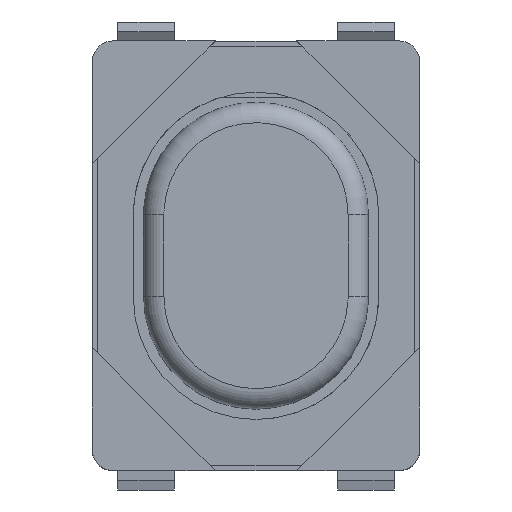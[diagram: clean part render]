
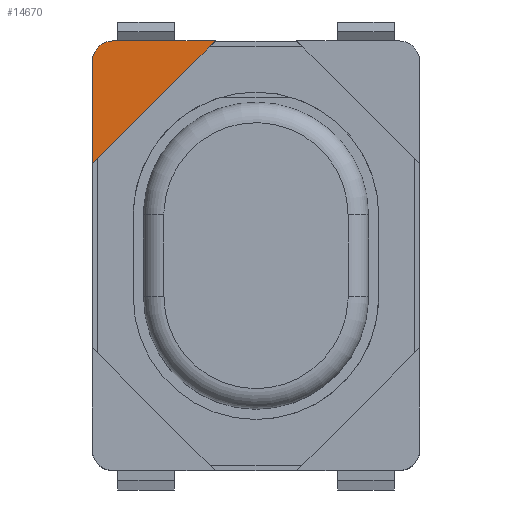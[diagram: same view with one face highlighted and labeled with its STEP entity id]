
A CAD part, top view. The second image highlights one B-rep face of the part: STEP entity #14670.
In plain terms, the highlighted planar face has unit normal (0, 0, 1).
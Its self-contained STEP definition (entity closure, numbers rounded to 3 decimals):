
#9977 = PLANE('',#9978);
#9978 = AXIS2_PLACEMENT_3D('',#9979,#9980,#9981);
#9979 = CARTESIAN_POINT('',(-1.,1.5,
    1.7));
#9980 = DIRECTION('',(-0.707,0.707,0.));
#9981 = DIRECTION('',(0.707,0.707,0.));
#10894 = PLANE('',#10895);
#10895 = AXIS2_PLACEMENT_3D('',#10896,#10897,#10898);
#10896 = CARTESIAN_POINT('',(0.,2.1,
    0.9));
#10897 = DIRECTION('',(0.,1.,0.));
#10898 = DIRECTION('',(-1.,0.,0.));
#11612 = VERTEX_POINT('',#11613);
#11613 = CARTESIAN_POINT('',(-1.6,0.9,
    1.8));
#11627 = PLANE('',#11628);
#11628 = AXIS2_PLACEMENT_3D('',#11629,#11630,#11631);
#11629 = CARTESIAN_POINT('',(-1.6,0.,
    0.9));
#11630 = DIRECTION('',(1.,0.,0.));
#11631 = DIRECTION('',(0.,-1.,0.));
#11639 = EDGE_CURVE('',#11640,#11612,#11642,.T.);
#11640 = VERTEX_POINT('',#11641);
#11641 = CARTESIAN_POINT('',(-0.4,2.1,
    1.8));
#11642 = SURFACE_CURVE('',#11643,(#11647,#11654),.PCURVE_S1.);
#11643 = LINE('',#11644,#11645);
#11644 = CARTESIAN_POINT('',(-0.4,2.1,
    1.8));
#11645 = VECTOR('',#11646,1.);
#11646 = DIRECTION('',(-0.707,-0.707,0.));
#11647 = PCURVE('',#9977,#11648);
#11648 = DEFINITIONAL_REPRESENTATION('',(#11649),#11653);
#11649 = LINE('',#11650,#11651);
#11650 = CARTESIAN_POINT('',(0.849,-0.1));
#11651 = VECTOR('',#11652,1.);
#11652 = DIRECTION('',(-1.,-0.));
#11653 = ( GEOMETRIC_REPRESENTATION_CONTEXT(2) 
PARAMETRIC_REPRESENTATION_CONTEXT() REPRESENTATION_CONTEXT('2D SPACE',''
  ) );
#11654 = PCURVE('',#11655,#11660);
#11655 = PLANE('',#11656);
#11656 = AXIS2_PLACEMENT_3D('',#11657,#11658,#11659);
#11657 = CARTESIAN_POINT('',(-1.,1.5,
    1.8));
#11658 = DIRECTION('',(0.,0.,1.));
#11659 = DIRECTION('',(0.,1.,0.));
#11660 = DEFINITIONAL_REPRESENTATION('',(#11661),#11665);
#11661 = LINE('',#11662,#11663);
#11662 = CARTESIAN_POINT('',(0.6,-0.6));
#11663 = VECTOR('',#11664,1.);
#11664 = DIRECTION('',(-0.707,0.707));
#11665 = ( GEOMETRIC_REPRESENTATION_CONTEXT(2) 
PARAMETRIC_REPRESENTATION_CONTEXT() REPRESENTATION_CONTEXT('2D SPACE',''
  ) );
#12532 = CYLINDRICAL_SURFACE('',#12533,0.2);
#12533 = AXIS2_PLACEMENT_3D('',#12534,#12535,#12536);
#12534 = CARTESIAN_POINT('',(-1.4,1.9,
    -0.036));
#12535 = DIRECTION('',(0.,0.,1.));
#12536 = DIRECTION('',(0.,1.,0.));
#12567 = VERTEX_POINT('',#12568);
#12568 = CARTESIAN_POINT('',(-1.6,1.9,
    1.8));
#12611 = EDGE_CURVE('',#11612,#12567,#12612,.T.);
#12612 = SURFACE_CURVE('',#12613,(#12617,#12624),.PCURVE_S1.);
#12613 = LINE('',#12614,#12615);
#12614 = CARTESIAN_POINT('',(-1.6,0.9,
    1.8));
#12615 = VECTOR('',#12616,1.);
#12616 = DIRECTION('',(0.,1.,0.));
#12617 = PCURVE('',#11627,#12618);
#12618 = DEFINITIONAL_REPRESENTATION('',(#12619),#12623);
#12619 = LINE('',#12620,#12621);
#12620 = CARTESIAN_POINT('',(-0.9,-0.9));
#12621 = VECTOR('',#12622,1.);
#12622 = DIRECTION('',(-1.,0.));
#12623 = ( GEOMETRIC_REPRESENTATION_CONTEXT(2) 
PARAMETRIC_REPRESENTATION_CONTEXT() REPRESENTATION_CONTEXT('2D SPACE',''
  ) );
#12624 = PCURVE('',#11655,#12625);
#12625 = DEFINITIONAL_REPRESENTATION('',(#12626),#12630);
#12626 = LINE('',#12627,#12628);
#12627 = CARTESIAN_POINT('',(-0.6,0.6));
#12628 = VECTOR('',#12629,1.);
#12629 = DIRECTION('',(1.,0.));
#12630 = ( GEOMETRIC_REPRESENTATION_CONTEXT(2) 
PARAMETRIC_REPRESENTATION_CONTEXT() REPRESENTATION_CONTEXT('2D SPACE',''
  ) );
#14088 = VERTEX_POINT('',#14089);
#14089 = CARTESIAN_POINT('',(-1.4,2.1,
    1.8));
#14268 = EDGE_CURVE('',#14088,#11640,#14269,.T.);
#14269 = SURFACE_CURVE('',#14270,(#14274,#14281),.PCURVE_S1.);
#14270 = LINE('',#14271,#14272);
#14271 = CARTESIAN_POINT('',(-1.4,2.1,
    1.8));
#14272 = VECTOR('',#14273,1.);
#14273 = DIRECTION('',(1.,0.,0.));
#14274 = PCURVE('',#10894,#14275);
#14275 = DEFINITIONAL_REPRESENTATION('',(#14276),#14280);
#14276 = LINE('',#14277,#14278);
#14277 = CARTESIAN_POINT('',(1.4,0.9));
#14278 = VECTOR('',#14279,1.);
#14279 = DIRECTION('',(-1.,0.));
#14280 = ( GEOMETRIC_REPRESENTATION_CONTEXT(2) 
PARAMETRIC_REPRESENTATION_CONTEXT() REPRESENTATION_CONTEXT('2D SPACE',''
  ) );
#14281 = PCURVE('',#11655,#14282);
#14282 = DEFINITIONAL_REPRESENTATION('',(#14283),#14287);
#14283 = LINE('',#14284,#14285);
#14284 = CARTESIAN_POINT('',(0.6,0.4));
#14285 = VECTOR('',#14286,1.);
#14286 = DIRECTION('',(0.,-1.));
#14287 = ( GEOMETRIC_REPRESENTATION_CONTEXT(2) 
PARAMETRIC_REPRESENTATION_CONTEXT() REPRESENTATION_CONTEXT('2D SPACE',''
  ) );
#14564 = EDGE_CURVE('',#12567,#14088,#14565,.T.);
#14565 = SURFACE_CURVE('',#14566,(#14571,#14600),.PCURVE_S1.);
#14566 = CIRCLE('',#14567,0.2);
#14567 = AXIS2_PLACEMENT_3D('',#14568,#14569,#14570);
#14568 = CARTESIAN_POINT('',(-1.4,1.9,
    1.8));
#14569 = DIRECTION('',(0.,0.,-1.));
#14570 = DIRECTION('',(-1.,0.,0.));
#14571 = PCURVE('',#12532,#14572);
#14572 = DEFINITIONAL_REPRESENTATION('',(#14573),#14599);
#14573 = B_SPLINE_CURVE_WITH_KNOTS('',3,(#14574,#14575,#14576,#14577,
    #14578,#14579,#14580,#14581,#14582,#14583,#14584,#14585,#14586,
    #14587,#14588,#14589,#14590,#14591,#14592,#14593,#14594,#14595,
    #14596,#14597,#14598),.UNSPECIFIED.,.F.,.F.,(4,1,1,1,1,1,1,1,1,1,1,1
    ,1,1,1,1,1,1,1,1,1,1,4),(0.,0.071,0.143,
    0.214,0.286,0.357,0.428,
    0.5,0.571,0.643,0.714,
    0.785,0.857,0.928,1.,
    1.071,1.142,1.214,1.285,
    1.357,1.428,1.499,1.571),
  .QUASI_UNIFORM_KNOTS.);
#14574 = CARTESIAN_POINT('',(1.571,1.836));
#14575 = CARTESIAN_POINT('',(1.547,1.836));
#14576 = CARTESIAN_POINT('',(1.499,1.836));
#14577 = CARTESIAN_POINT('',(1.428,1.836));
#14578 = CARTESIAN_POINT('',(1.357,1.836));
#14579 = CARTESIAN_POINT('',(1.285,1.836));
#14580 = CARTESIAN_POINT('',(1.214,1.836));
#14581 = CARTESIAN_POINT('',(1.142,1.836));
#14582 = CARTESIAN_POINT('',(1.071,1.836));
#14583 = CARTESIAN_POINT('',(1.,1.836));
#14584 = CARTESIAN_POINT('',(0.928,1.836));
#14585 = CARTESIAN_POINT('',(0.857,1.836));
#14586 = CARTESIAN_POINT('',(0.785,1.836));
#14587 = CARTESIAN_POINT('',(0.714,1.836));
#14588 = CARTESIAN_POINT('',(0.643,1.836));
#14589 = CARTESIAN_POINT('',(0.571,1.836));
#14590 = CARTESIAN_POINT('',(0.5,1.836));
#14591 = CARTESIAN_POINT('',(0.428,1.836));
#14592 = CARTESIAN_POINT('',(0.357,1.836));
#14593 = CARTESIAN_POINT('',(0.286,1.836));
#14594 = CARTESIAN_POINT('',(0.214,1.836));
#14595 = CARTESIAN_POINT('',(0.143,1.836));
#14596 = CARTESIAN_POINT('',(0.071,1.836));
#14597 = CARTESIAN_POINT('',(0.024,1.836));
#14598 = CARTESIAN_POINT('',(0.,1.836));
#14599 = ( GEOMETRIC_REPRESENTATION_CONTEXT(2) 
PARAMETRIC_REPRESENTATION_CONTEXT() REPRESENTATION_CONTEXT('2D SPACE',''
  ) );
#14600 = PCURVE('',#11655,#14601);
#14601 = DEFINITIONAL_REPRESENTATION('',(#14602),#14610);
#14602 = ( BOUNDED_CURVE() B_SPLINE_CURVE(2,(#14603,#14604,#14605,#14606
    ,#14607,#14608,#14609),.UNSPECIFIED.,.T.,.F.) 
B_SPLINE_CURVE_WITH_KNOTS((1,2,2,2,2,1),(-2.094,0.,
    2.094,4.189,6.283,8.378),
.UNSPECIFIED.) CURVE() GEOMETRIC_REPRESENTATION_ITEM() 
RATIONAL_B_SPLINE_CURVE((1.,0.5,1.,0.5,1.,0.5,1.)) REPRESENTATION_ITEM(
  '') );
#14603 = CARTESIAN_POINT('',(0.4,0.6));
#14604 = CARTESIAN_POINT('',(0.746,0.6));
#14605 = CARTESIAN_POINT('',(0.573,0.3));
#14606 = CARTESIAN_POINT('',(0.4,0.));
#14607 = CARTESIAN_POINT('',(0.227,0.3));
#14608 = CARTESIAN_POINT('',(0.054,0.6));
#14609 = CARTESIAN_POINT('',(0.4,0.6));
#14610 = ( GEOMETRIC_REPRESENTATION_CONTEXT(2) 
PARAMETRIC_REPRESENTATION_CONTEXT() REPRESENTATION_CONTEXT('2D SPACE',''
  ) );
#14670 = ADVANCED_FACE('',(#14671),#11655,.T.);
#14671 = FACE_BOUND('',#14672,.F.);
#14672 = EDGE_LOOP('',(#14673,#14674,#14675,#14676));
#14673 = ORIENTED_EDGE('',*,*,#14268,.T.);
#14674 = ORIENTED_EDGE('',*,*,#11639,.T.);
#14675 = ORIENTED_EDGE('',*,*,#12611,.T.);
#14676 = ORIENTED_EDGE('',*,*,#14564,.T.);
